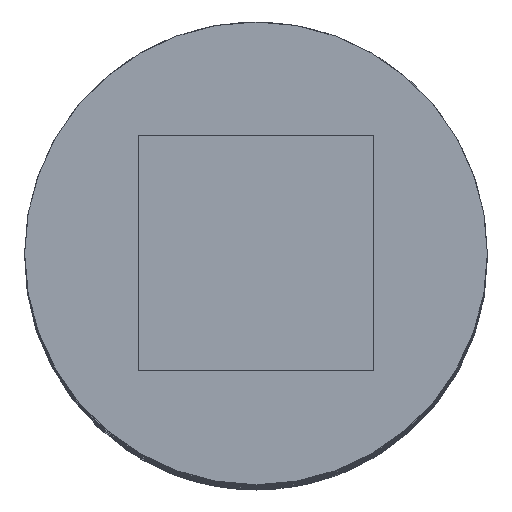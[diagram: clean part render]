
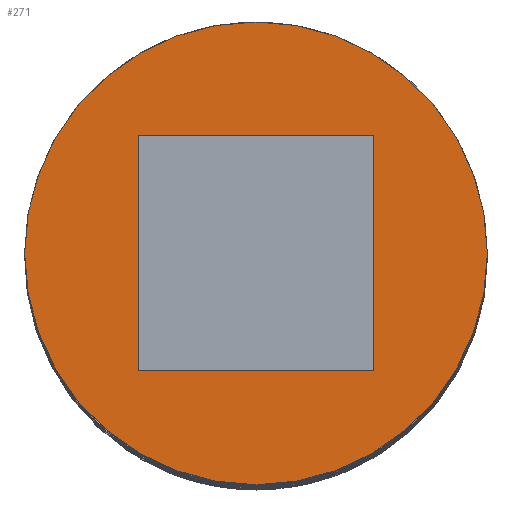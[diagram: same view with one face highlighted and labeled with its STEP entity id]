
A CAD part, top view. The second image highlights one B-rep face of the part: STEP entity #271.
In plain terms, the highlighted planar face has unit normal (0, 0, 1).
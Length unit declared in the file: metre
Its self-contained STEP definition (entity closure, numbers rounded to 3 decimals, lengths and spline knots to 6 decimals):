
#29=LINE('',#387,#42);
#32=LINE('',#393,#45);
#37=LINE('',#1774,#50);
#38=LINE('',#1775,#51);
#42=VECTOR('',#318,1.);
#45=VECTOR('',#323,1.);
#50=VECTOR('',#348,1.);
#51=VECTOR('',#349,1.);
#60=CIRCLE('',#304,0.007875);
#102=ORIENTED_EDGE('',*,*,#167,.T.);
#103=ORIENTED_EDGE('',*,*,#144,.F.);
#104=ORIENTED_EDGE('',*,*,#170,.F.);
#105=ORIENTED_EDGE('',*,*,#147,.T.);
#106=ORIENTED_EDGE('',*,*,#171,.T.);
#144=EDGE_CURVE('',#183,#184,#29,.T.);
#147=EDGE_CURVE('',#186,#187,#32,.T.);
#167=EDGE_CURVE('',#204,#204,#60,.T.);
#170=EDGE_CURVE('',#186,#183,#37,.T.);
#171=EDGE_CURVE('',#187,#184,#38,.T.);
#183=VERTEX_POINT('',#386);
#184=VERTEX_POINT('',#388);
#186=VERTEX_POINT('',#394);
#187=VERTEX_POINT('',#395);
#204=VERTEX_POINT('',#846);
#226=EDGE_LOOP('',(#102));
#227=EDGE_LOOP('',(#103,#104,#105,#106));
#246=FACE_BOUND('',#226,.T.);
#247=FACE_BOUND('',#227,.T.);
#260=PLANE('',#305);
#271=ADVANCED_FACE('',(#246,#247),#260,.T.);
#304=AXIS2_PLACEMENT_3D('',#845,#344,#345);
#305=AXIS2_PLACEMENT_3D('',#1773,#346,#347);
#318=DIRECTION('',(-1.,0.,0.));
#323=DIRECTION('',(-1.,0.,0.));
#344=DIRECTION('',(0.,0.,1.));
#345=DIRECTION('',(1.,0.,0.));
#346=DIRECTION('',(0.,0.,1.));
#347=DIRECTION('',(1.,0.,0.));
#348=DIRECTION('',(0.,1.,0.));
#349=DIRECTION('',(0.,1.,0.));
#386=CARTESIAN_POINT('',(0.004,0.004,0.103));
#387=CARTESIAN_POINT('',(0.,0.004,0.103));
#388=CARTESIAN_POINT('',(-0.004,0.004,0.103));
#393=CARTESIAN_POINT('',(0.,-0.004,0.103));
#394=CARTESIAN_POINT('',(0.004,-0.004,0.103));
#395=CARTESIAN_POINT('',(-0.004,-0.004,0.103));
#845=CARTESIAN_POINT('',(0.,0.,0.103));
#846=CARTESIAN_POINT('',(0.007875,0.,0.103));
#1773=CARTESIAN_POINT('',(0.,0.000188,0.103));
#1774=CARTESIAN_POINT('',(0.004,0.000188,0.103));
#1775=CARTESIAN_POINT('',(-0.004,0.000188,0.103));
